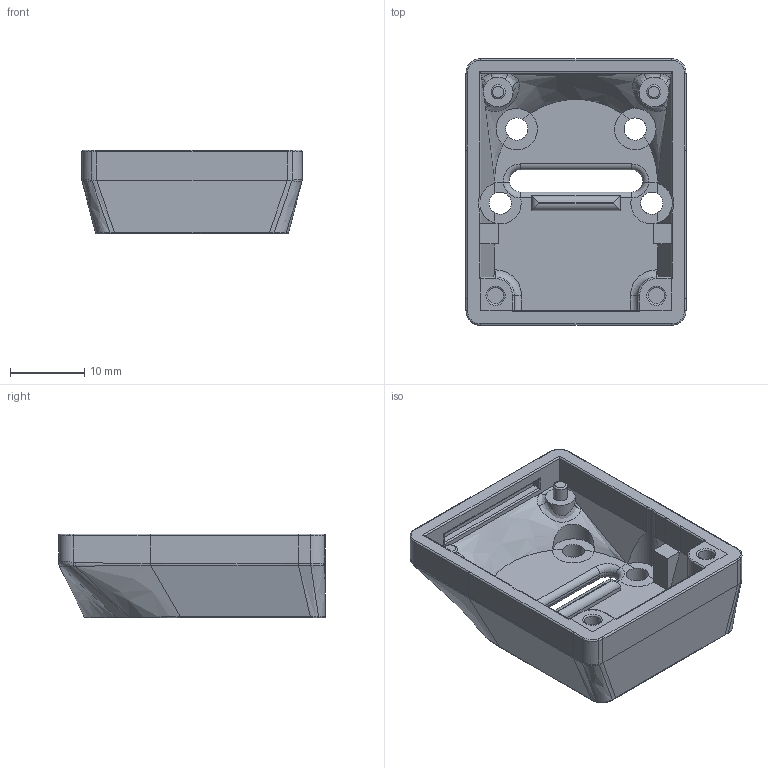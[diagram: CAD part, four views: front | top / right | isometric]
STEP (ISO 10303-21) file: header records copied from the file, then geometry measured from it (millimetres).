
FILE_DESCRIPTION(('FreeCAD Model'),'2;1');
FILE_NAME('SupCamera_BoxBase.step', '2020-04-20T10:28:49',('Author'),(''), 'Open CASCADE STEP processor 7.3','FreeCAD','Unknown');
FILE_SCHEMA(('AUTOMOTIVE_DESIGN { 1 0 10303 214 1 1 1 1 }'));
Length unit declared in the file: millimetre
Products named in the file (1): SupCameraCaixa_001
Bounding box: 29.7 x 36 x 11.3 mm (x, y, z)
Volume: 4085.8 mm3; surface area: 4369.7 mm2
Topology: 1 solids, 1 shells, 243 faces, 571 edges, 326 vertices
Faces by surface type: bspline 79, cylinder 75, plane 66, torus 23
Full cylindrical faces by diameter (mm): 1.9 x2, 2.2 x2, 3 x4
Entity records: 22249 total; most frequent: CARTESIAN_POINT 10128, DIRECTION 1724, ORIENTED_EDGE 1132, PCURVE 1132, DEFINITIONAL_REPRESENTATION 1132, LINE 992, VECTOR 992, EDGE_CURVE 566
